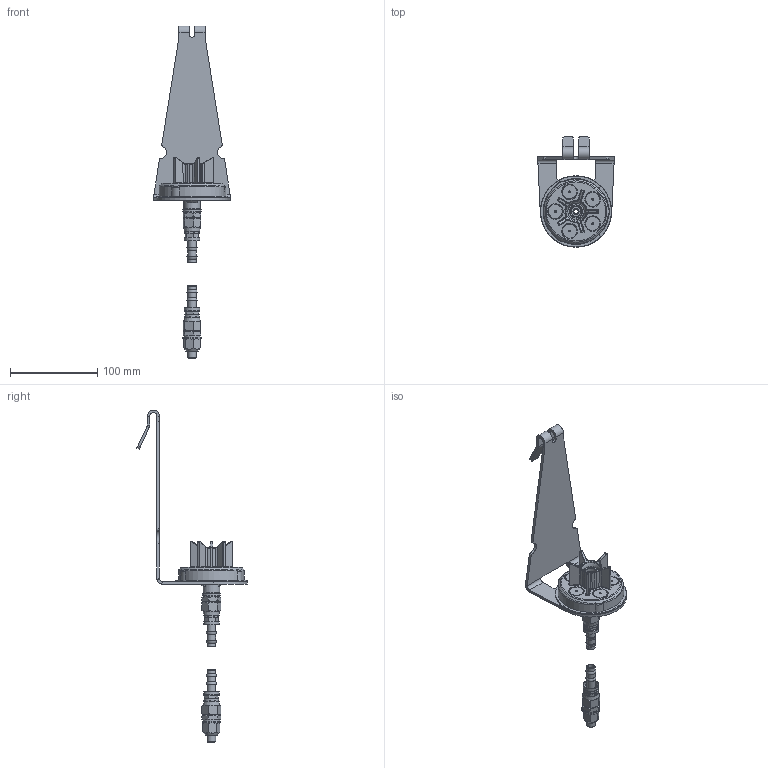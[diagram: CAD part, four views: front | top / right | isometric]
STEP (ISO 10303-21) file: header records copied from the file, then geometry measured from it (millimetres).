
FILE_DESCRIPTION(/* description */ (''),/* implementation_level */ '2;1');
FILE_NAME(/* name */ 'anmos02a_116952.stp',/* time_stamp */ '2022-08-17T13:35:33+02:00',/* author */ ('002245'),/* organization */ (''),/* preprocessor_version */ 'ST-DEVELOPER v18.1',/* originating_system */ 'Autodesk Inventor 2022',/* authorisation */ '');
FILE_SCHEMA (('CONFIG_CONTROL_DESIGN'));
Length unit declared in the file: millimetre
Products named in the file (12): anmos02a_CI Modell; anmhs01b; anmhs01b_1; Hülse G1_4; Schweißnaht; anvsd03a; anvsd03a_1; andsk01a; anmif01a; ansta03a; annipca0; anrds10b
Assembly tree (13 placements, depth 3):
  anmos02a_CI Modell
    anmhs01b
      anmhs01b_1
      Hülse G1_4
      Schweißnaht
    anvsd03a
      anvsd03a_1
      andsk01a
      anmif01a
    annipca0  x2
    ansta03a  x2
    anrds10b
Bounding box: 88 x 126.51 x 381.19 mm (x, y, z)
Volume: 116240.1 mm3; surface area: 87345.2 mm2
Topology: 12 solids, 12 shells, 928 faces, 2160 edges, 1286 vertices
Faces by surface type: plane 265, bspline 192, cone 185, cylinder 163, torus 83, sphere 40
Full cylindrical faces by diameter (mm): 5 x1, 5.6 x1, 7 x5, 9.5 x6, 10 x1, 11.445 x3, 12.1 x4, 12.2 x1, 12.751 x2, 13.1 x2, 13.157 x1, 13.5 x1, 14.25 x2, 15 x1, 16.6 x2, 18 x7, 19 x3, 19.2 x1, 20.7 x2, 22.1 x1, 24.4 x1, 82 x1
Entity records: 29266 total; most frequent: CARTESIAN_POINT 11967, ORIENTED_EDGE 3722, DIRECTION 3297, EDGE_CURVE 1861, AXIS2_PLACEMENT_3D 1440, VERTEX_POINT 1108, EDGE_LOOP 853, FACE_OUTER_BOUND 803
